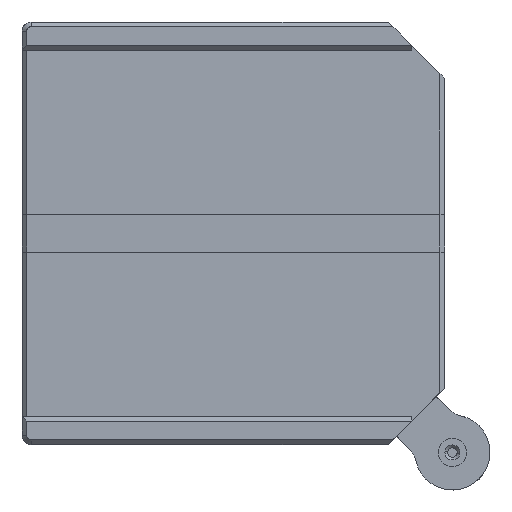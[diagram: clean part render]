
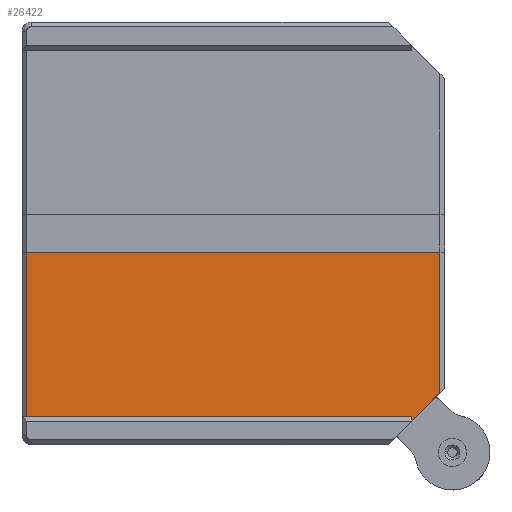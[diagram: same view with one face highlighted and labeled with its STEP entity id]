
A CAD part, front view. The second image highlights one B-rep face of the part: STEP entity #26422.
In plain terms, the highlighted planar face has unit normal (0, -1, 0).
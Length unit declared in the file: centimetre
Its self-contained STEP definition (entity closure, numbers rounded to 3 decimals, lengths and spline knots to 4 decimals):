
#748 = CARTESIAN_POINT ( 'NONE',  ( 2.25, -0.235, -0.2 ) ) ;
#1030 = DIRECTION ( 'NONE',  ( 0., 0., -1. ) ) ;
#1419 = CARTESIAN_POINT ( 'NONE',  ( 1.9, -0.235, 2.25 ) ) ;
#1792 = CARTESIAN_POINT ( 'NONE',  ( 2.2, -0.235, -0.2 ) ) ;
#1913 = VERTEX_POINT ( 'NONE', #3066 ) ;
#2551 = EDGE_CURVE ( 'NONE', #22137, #18591, #17417, .T. ) ;
#3066 = CARTESIAN_POINT ( 'NONE',  ( 1.9, -0.235, -2. ) ) ;
#3899 = VERTEX_POINT ( 'NONE', #12105 ) ;
#4109 = ORIENTED_EDGE ( 'NONE', *, *, #12520, .T. ) ;
#4215 = ORIENTED_EDGE ( 'NONE', *, *, #7697, .F. ) ;
#4223 = ORIENTED_EDGE ( 'NONE', *, *, #18231, .T. ) ;
#4341 = ORIENTED_EDGE ( 'NONE', *, *, #24857, .T. ) ;
#4412 = ORIENTED_EDGE ( 'NONE', *, *, #2551, .T. ) ;
#4461 = ORIENTED_EDGE ( 'NONE', *, *, #8331, .T. ) ;
#5788 = LINE ( 'NONE', #748, #27567 ) ;
#7697 = EDGE_CURVE ( 'NONE', #22681, #3899, #22994, .T. ) ;
#7864 = DIRECTION ( 'NONE',  ( 0., 0., -1. ) ) ;
#7885 = CARTESIAN_POINT ( 'NONE',  ( -2.2, -0.235, -1.95 ) ) ;
#8331 = EDGE_CURVE ( 'NONE', #1913, #22137, #21191, .T. ) ;
#8986 = VECTOR ( 'NONE', #1030, 100. ) ;
#9094 = LINE ( 'NONE', #1419, #8986 ) ;
#9096 = FACE_OUTER_BOUND ( 'NONE', #17610, .T. ) ;
#10772 = CARTESIAN_POINT ( 'NONE',  ( 2.2, -0.235, -1.7 ) ) ;
#10947 = CARTESIAN_POINT ( 'NONE',  ( -2.2, -0.235, -0.2 ) ) ;
#11695 = DIRECTION ( 'NONE',  ( 0.707, 0., 0.707 ) ) ;
#11715 = CARTESIAN_POINT ( 'NONE',  ( 2.25, -0.235, -1.65 ) ) ;
#12105 = CARTESIAN_POINT ( 'NONE',  ( -2.2, -0.235, -1.95 ) ) ;
#12372 = AXIS2_PLACEMENT_3D ( 'NONE', #24766, #24675, #24652 ) ;
#12520 = EDGE_CURVE ( 'NONE', #22681, #1913, #9094, .T. ) ;
#17370 = VECTOR ( 'NONE', #23369, 100. ) ;
#17417 = LINE ( 'NONE', #24098, #17370 ) ;
#17610 = EDGE_LOOP ( 'NONE', ( #4461, #4412, #4341, #4223, #4215, #4109 ) ) ;
#18043 = VERTEX_POINT ( 'NONE', #10947 ) ;
#18231 = EDGE_CURVE ( 'NONE', #18043, #3899, #19960, .T. ) ;
#18591 = VERTEX_POINT ( 'NONE', #1792 ) ;
#19885 = VECTOR ( 'NONE', #7864, 100. ) ;
#19960 = LINE ( 'NONE', #7885, #19885 ) ;
#21060 = VECTOR ( 'NONE', #11695, 100. ) ;
#21191 = LINE ( 'NONE', #11715, #21060 ) ;
#22106 = DIRECTION ( 'NONE',  ( -1., 0., 0. ) ) ;
#22137 = VERTEX_POINT ( 'NONE', #10772 ) ;
#22681 = VERTEX_POINT ( 'NONE', #22731 ) ;
#22731 = CARTESIAN_POINT ( 'NONE',  ( 1.9, -0.235, -1.95 ) ) ;
#22788 = CARTESIAN_POINT ( 'NONE',  ( 2.25, -0.235, -1.95 ) ) ;
#22917 = VECTOR ( 'NONE', #22106, 100. ) ;
#22994 = LINE ( 'NONE', #22788, #22917 ) ;
#23369 = DIRECTION ( 'NONE',  ( 0., 0., 1. ) ) ;
#24098 = CARTESIAN_POINT ( 'NONE',  ( 2.2, -0.235, -0.2 ) ) ;
#24652 = DIRECTION ( 'NONE',  ( 0., 0., 1. ) ) ;
#24675 = DIRECTION ( 'NONE',  ( 0., 1., 0. ) ) ;
#24703 = PLANE ( 'NONE',  #12372 ) ;
#24766 = CARTESIAN_POINT ( 'NONE',  ( 2.25, -0.235, -0.2 ) ) ;
#24857 = EDGE_CURVE ( 'NONE', #18591, #18043, #5788, .T. ) ;
#26422 = ADVANCED_FACE ( 'NONE', ( #9096 ), #24703, .F. ) ;
#27463 = DIRECTION ( 'NONE',  ( -1., 0., 0. ) ) ;
#27567 = VECTOR ( 'NONE', #27463, 100. ) ;
